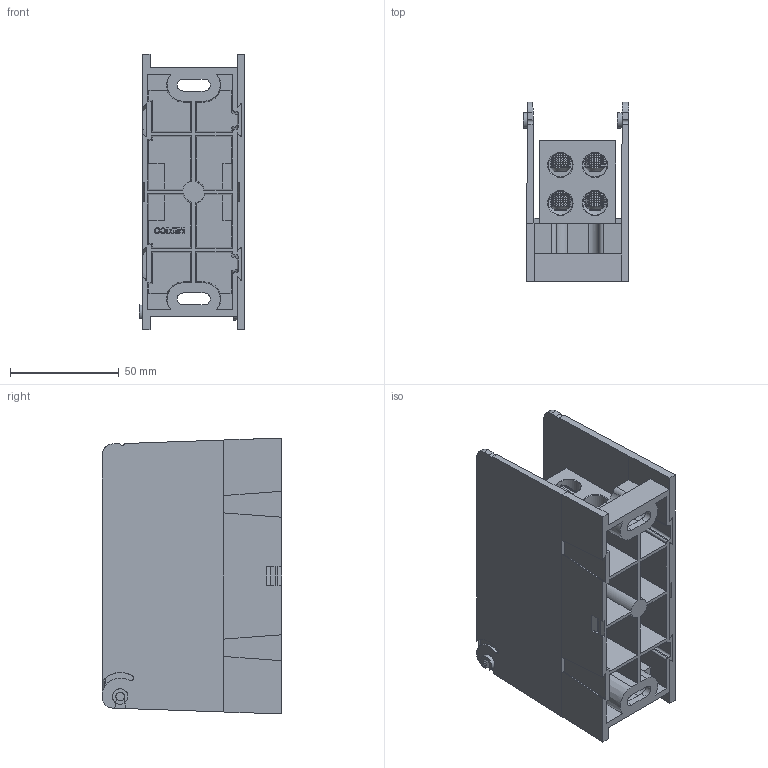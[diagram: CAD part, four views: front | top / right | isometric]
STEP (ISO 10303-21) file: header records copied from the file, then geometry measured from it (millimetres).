
FILE_DESCRIPTION (( 'STEP AP214' ), '1' );
FILE_NAME ('701909rev-1P.STEP', '2014-01-13T12:18:23', ( '' ), ( '' ), 'SwSTEP 2.0', 'SolidWorks 2013', '' );
FILE_SCHEMA (( 'AUTOMOTIVE_DESIGN' ));
Length unit declared in the file: inch
Products named in the file (1): 701909rev-1P
Bounding box: 48.6 x 82.55 x 127.01 mm (x, y, z)
Volume: 171219.6 mm3; surface area: 101304.3 mm2
Topology: 9 solids, 9 shells, 632 faces, 1579 edges, 990 vertices
Faces by surface type: plane 302, cone 157, cylinder 144, bspline 24, torus 3, sphere 2
Full cylindrical faces by diameter (mm): 4.064 x1, 4.928 x1, 6.909 x1, 7.112 x1, 8.611 x4, 9.525 x44, 10.795 x1, 11.112 x4, 12.7 x1, 19.05 x1, 22.225 x1
Entity records: 29228 total; most frequent: CARTESIAN_POINT 7223, DIRECTION 2681, ORIENTED_EDGE 2650, EDGE_CURVE 1325, VERTEX_POINT 948, AXIS2_PLACEMENT_3D 929, EDGE_LOOP 889, LINE 823
